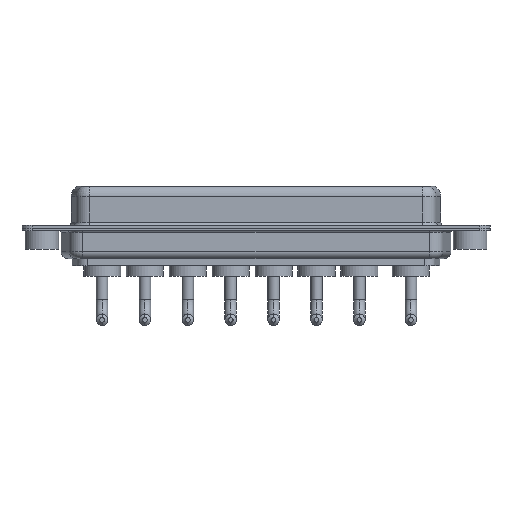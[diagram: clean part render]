
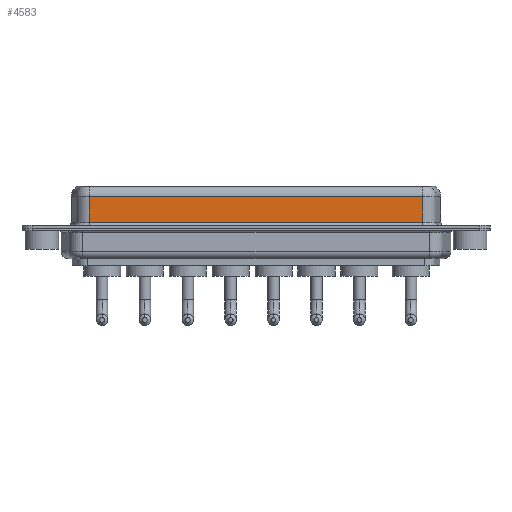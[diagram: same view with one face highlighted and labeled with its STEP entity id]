
A CAD part, front view. The second image highlights one B-rep face of the part: STEP entity #4583.
In plain terms, the highlighted planar face has unit normal (0, -1, 0).
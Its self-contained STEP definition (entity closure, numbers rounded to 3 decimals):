
#92 = ORIENTED_EDGE ( 'NONE', *, *, #6387, .T. ) ;
#193 = EDGE_CURVE ( 'NONE', #7451, #4998, #1446, .T. ) ;
#793 = PLANE ( 'NONE',  #12121 ) ;
#825 = DIRECTION ( 'NONE',  ( 0., 0., -1. ) ) ;
#1446 = LINE ( 'NONE', #2448, #3310 ) ;
#1610 = DIRECTION ( 'NONE',  ( 1., 0., 0. ) ) ;
#1735 = DIRECTION ( 'NONE',  ( 0., 1., 0. ) ) ;
#2448 = CARTESIAN_POINT ( 'NONE',  ( 56.462, -3.95, 4.65 ) ) ;
#3310 = VECTOR ( 'NONE', #7595, 1000. ) ;
#3599 = VECTOR ( 'NONE', #8414, 1000. ) ;
#3634 = LINE ( 'NONE', #11876, #6938 ) ;
#3857 = CARTESIAN_POINT ( 'NONE',  ( 56.462, -3.95, 4.65 ) ) ;
#3960 = CARTESIAN_POINT ( 'NONE',  ( 56.462, -3.95, 6.4 ) ) ;
#4410 = ORIENTED_EDGE ( 'NONE', *, *, #11766, .T. ) ;
#4583 = ADVANCED_FACE ( 'NONE', ( #6056 ), #793, .F. ) ;
#4653 = EDGE_LOOP ( 'NONE', ( #5525, #12910, #4410, #92 ) ) ;
#4880 = CARTESIAN_POINT ( 'NONE',  ( 56.462, -3.95, 6.4 ) ) ;
#4998 = VERTEX_POINT ( 'NONE', #5585 ) ;
#5240 = VECTOR ( 'NONE', #825, 1000. ) ;
#5511 = VERTEX_POINT ( 'NONE', #9166 ) ;
#5525 = ORIENTED_EDGE ( 'NONE', *, *, #7465, .F. ) ;
#5585 = CARTESIAN_POINT ( 'NONE',  ( 7.038, -3.95, 4.65 ) ) ;
#6056 = FACE_OUTER_BOUND ( 'NONE', #4653, .T. ) ;
#6387 = EDGE_CURVE ( 'NONE', #5511, #7417, #3634, .T. ) ;
#6929 = DIRECTION ( 'NONE',  ( 0., 0., 1. ) ) ;
#6938 = VECTOR ( 'NONE', #1610, 1000. ) ;
#7098 = LINE ( 'NONE', #4880, #5240 ) ;
#7417 = VERTEX_POINT ( 'NONE', #13325 ) ;
#7451 = VERTEX_POINT ( 'NONE', #3857 ) ;
#7465 = EDGE_CURVE ( 'NONE', #7451, #7417, #7098, .T. ) ;
#7595 = DIRECTION ( 'NONE',  ( -1., 0., 0. ) ) ;
#8220 = CARTESIAN_POINT ( 'NONE',  ( 7.038, -3.95, 6.4 ) ) ;
#8414 = DIRECTION ( 'NONE',  ( 0., 0., -1. ) ) ;
#9166 = CARTESIAN_POINT ( 'NONE',  ( 7.038, -3.95, 0.9 ) ) ;
#9437 = LINE ( 'NONE', #8220, #3599 ) ;
#11766 = EDGE_CURVE ( 'NONE', #4998, #5511, #9437, .T. ) ;
#11876 = CARTESIAN_POINT ( 'NONE',  ( 56.462, -3.95, 0.9 ) ) ;
#12121 = AXIS2_PLACEMENT_3D ( 'NONE', #3960, #1735, #6929 ) ;
#12910 = ORIENTED_EDGE ( 'NONE', *, *, #193, .T. ) ;
#13325 = CARTESIAN_POINT ( 'NONE',  ( 56.462, -3.95, 0.9 ) ) ;
